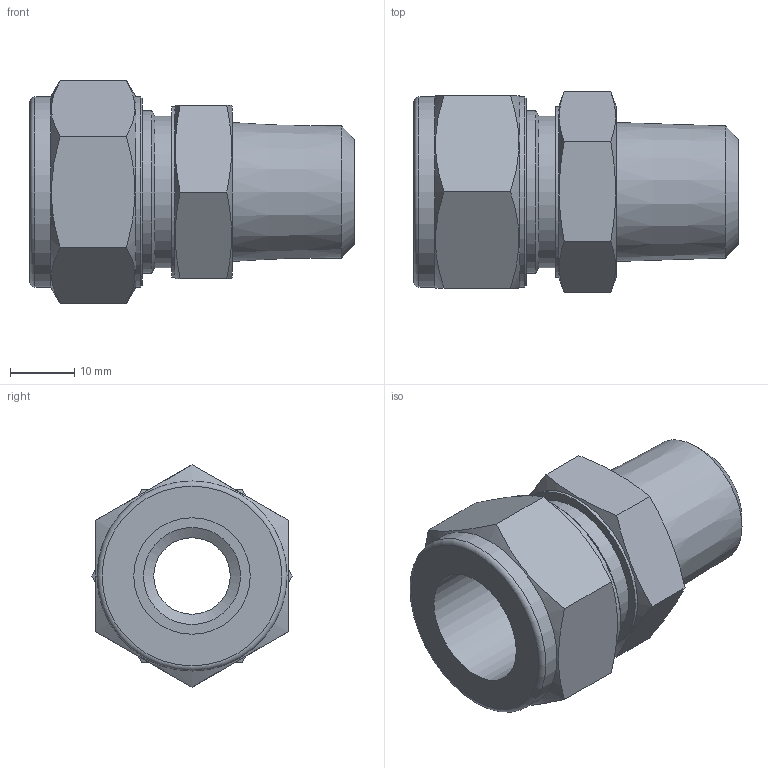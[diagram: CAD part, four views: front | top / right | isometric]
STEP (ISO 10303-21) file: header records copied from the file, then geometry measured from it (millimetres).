
FILE_DESCRIPTION(/* description */ (''),/* implementation_level */ '2;1');
FILE_NAME(/* name */ 'SMC-18M-8R.stp',/* time_stamp */ '2019-03-29T09:00:18+09:00',/* author */ ('HSE-RGT-06'),/* organization */ (''),/* preprocessor_version */ 'ST-DEVELOPER v16.5',/* originating_system */ 'Autodesk Inventor LT',/* authorisation */ '');
FILE_SCHEMA (('AUTOMOTIVE_DESIGN { 1 0 10303 214 3 1 1 }'));
Length unit declared in the file: millimetre
Products named in the file (1): 부품10
Bounding box: 50.51 x 31.18 x 34.64 mm (x, y, z)
Volume: 18144.6 mm3; surface area: 8024.9 mm2
Topology: 1 solids, 1 shells, 36 faces, 78 edges, 48 vertices
Faces by surface type: plane 18, cone 9, cylinder 8, torus 1
Full cylindrical faces by diameter (mm): 11.9 x1, 15.1 x1, 18.15 x1, 23.6 x1, 25.36 x1, 26.5 x1, 29.6 x2
Entity records: 864 total; most frequent: CARTESIAN_POINT 189, DIRECTION 130, ORIENTED_EDGE 116, EDGE_LOOP 60, AXIS2_PLACEMENT_3D 59, EDGE_CURVE 58, VERTEX_POINT 46, FACE_OUTER_BOUND 36
